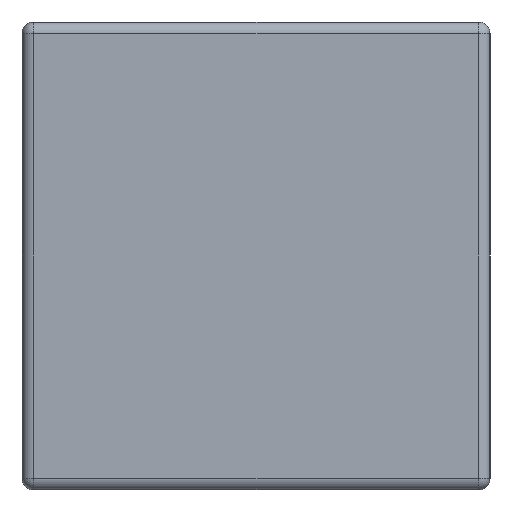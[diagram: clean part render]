
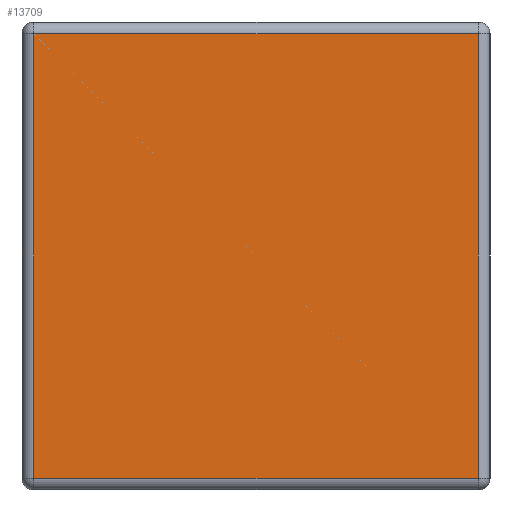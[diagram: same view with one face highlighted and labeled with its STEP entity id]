
A CAD part, left-side view. The second image highlights one B-rep face of the part: STEP entity #13709.
In plain terms, the highlighted planar face has unit normal (-1, 0, 0).
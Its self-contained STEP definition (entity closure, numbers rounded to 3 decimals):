
#3973=DIRECTION('',(0.,0.,-1.));
#3974=VECTOR('',#3973,1.52);
#3975=CARTESIAN_POINT('',(-1.6,0.04,0.76));
#3976=LINE('',#3975,#3974);
#3980=DIRECTION('',(0.,1.,0.));
#3981=VECTOR('',#3980,1.52);
#3982=CARTESIAN_POINT('',(-1.6,0.04,-0.76));
#3983=LINE('',#3982,#3981);
#3987=DIRECTION('',(0.,0.,1.));
#3988=VECTOR('',#3987,1.52);
#3989=CARTESIAN_POINT('',(-1.6,1.56,-0.76));
#3990=LINE('',#3989,#3988);
#3994=DIRECTION('',(0.,-1.,0.));
#3995=VECTOR('',#3994,1.52);
#3996=CARTESIAN_POINT('',(-1.6,1.56,0.76));
#3997=LINE('',#3996,#3995);
#6787=CARTESIAN_POINT('',(-1.6,0.04,0.76));
#6788=CARTESIAN_POINT('',(-1.6,0.04,-0.76));
#6789=VERTEX_POINT('',#6787);
#6790=VERTEX_POINT('',#6788);
#6795=CARTESIAN_POINT('',(-1.6,1.56,-0.76));
#6796=VERTEX_POINT('',#6795);
#6801=CARTESIAN_POINT('',(-1.6,1.56,0.76));
#6802=VERTEX_POINT('',#6801);
#13697=CARTESIAN_POINT('',(-1.6,0.,-0.8));
#13698=DIRECTION('',(-1.,0.,0.));
#13699=DIRECTION('',(0.,0.,1.));
#13700=AXIS2_PLACEMENT_3D('',#13697,#13698,#13699);
#13701=PLANE('',#13700);
#13703=ORIENTED_EDGE('',*,*,#13702,.T.);
#13704=ORIENTED_EDGE('',*,*,#12596,.T.);
#13705=ORIENTED_EDGE('',*,*,#13679,.T.);
#13706=ORIENTED_EDGE('',*,*,#11300,.T.);
#13707=EDGE_LOOP('',(#13703,#13704,#13705,#13706));
#13708=FACE_OUTER_BOUND('',#13707,.F.);
#13709=ADVANCED_FACE('',(#13708),#13701,.T.);
#11300=EDGE_CURVE('',#6802,#6789,#3997,.T.);
#12596=EDGE_CURVE('',#6790,#6796,#3983,.T.);
#13679=EDGE_CURVE('',#6796,#6802,#3990,.T.);
#13702=EDGE_CURVE('',#6789,#6790,#3976,.T.);
